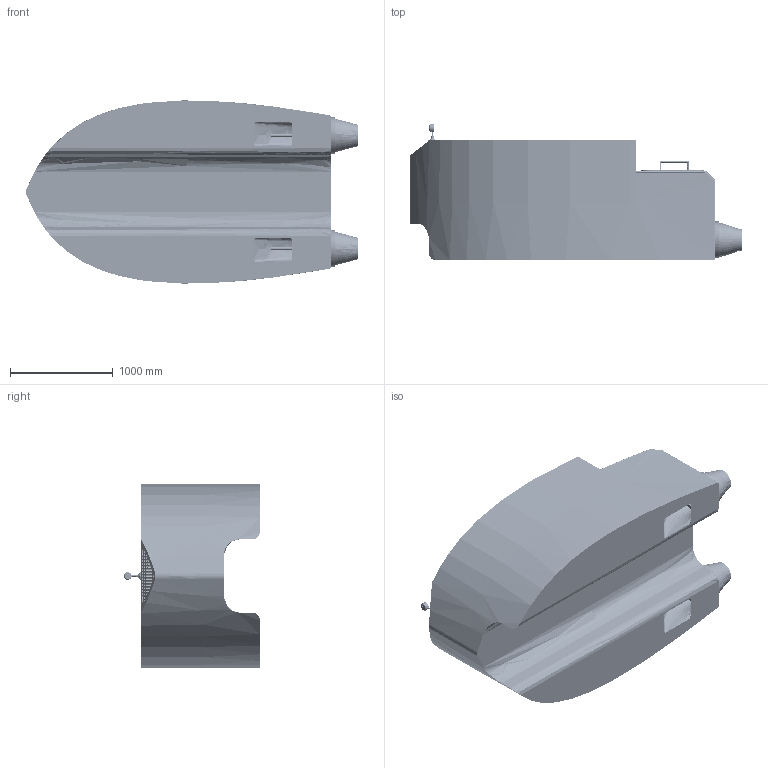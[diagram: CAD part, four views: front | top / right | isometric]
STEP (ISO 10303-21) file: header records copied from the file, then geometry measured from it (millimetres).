
FILE_DESCRIPTION(('FreeCAD Model'),'2;1');
FILE_NAME('Open CASCADE Shape Model','2025-05-03T09:25:50',('FreeCAD'),( 'FreeCAD'),'Open CASCADE STEP processor 7.6','FreeCAD','Unknown');
FILE_SCHEMA(('AUTOMOTIVE_DESIGN { 1 0 10303 214 1 1 1 1 }'));
Products named in the file (1): Open CASCADE STEP translator 7.6 1
Bounding box: 3228.96 x 1320.28 x 1781.61 mm (x, y, z)
Volume: 1624186649.5 mm3; surface area: 39910731.7 mm2
Topology: 130 solids, 281 shells, 9050 faces, 24211 edges, 15501 vertices
Faces by surface type: bspline 9050
Entity records: 334869 total; most frequent: CARTESIAN_POINT 194335, ORIENTED_EDGE 47892, EDGE_CURVE 23979, B_SPLINE_CURVE_WITH_KNOTS 18014, VERTEX_POINT 15501, FACE_BOUND 9997, EDGE_LOOP 9997, ADVANCED_FACE 9050
